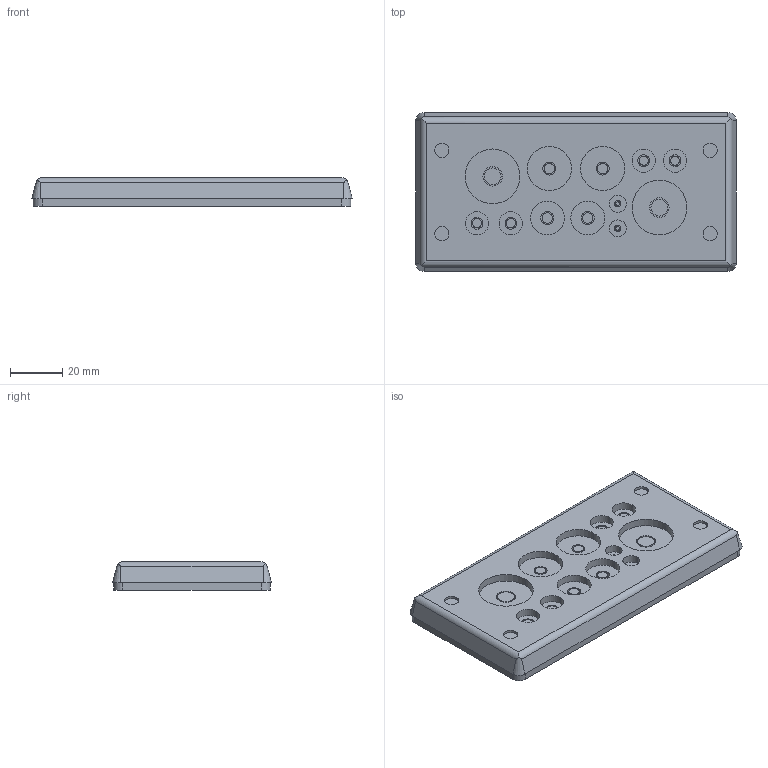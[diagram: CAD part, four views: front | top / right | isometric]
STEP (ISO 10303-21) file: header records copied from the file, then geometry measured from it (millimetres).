
FILE_DESCRIPTION (( 'STEP AP203' ), '1' );
FILE_NAME ('567407.step', '2024-10-14T13:39:06', ( '' ), ( '' ), 'SwSTEP 2.0', 'SolidWorks 2023', '' );
FILE_SCHEMA (( 'CONFIG_CONTROL_DESIGN' ));
Length unit declared in the file: inch
Products named in the file (1): 567407
Bounding box: 123 x 61 x 11 mm (x, y, z)
Volume: 42792 mm3; surface area: 23694.4 mm2
Topology: 1 solids, 1 shells, 208 faces, 462 edges, 308 vertices
Faces by surface type: cylinder 126, plane 78, cone 4
Entity records: 6073 total; most frequent: CARTESIAN_POINT 1127, DIRECTION 1116, ORIENTED_EDGE 924, EDGE_CURVE 462, AXIS2_PLACEMENT_3D 457, VERTEX_POINT 308, EDGE_LOOP 260, CIRCLE 248
